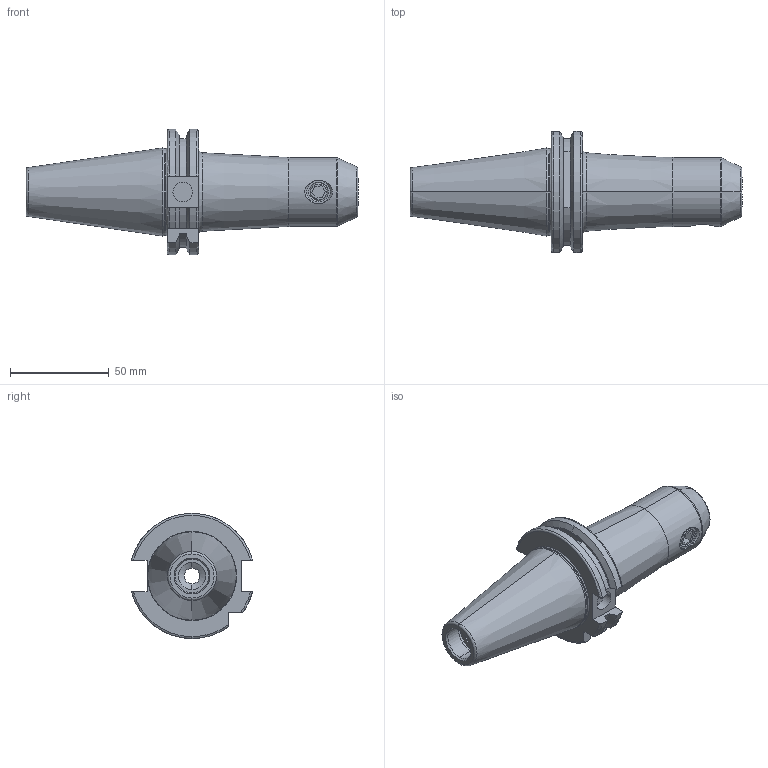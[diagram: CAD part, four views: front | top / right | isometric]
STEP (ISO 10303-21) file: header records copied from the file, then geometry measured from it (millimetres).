
FILE_DESCRIPTION (( 'STEP AP203' ), '1' );
FILE_NAME ('91406-WE110100.STEP', '2016-11-29T06:34:38', ( '' ), ( '' ), 'SwSTEP 2.0', 'SolidWorks 2009', '' );
FILE_SCHEMA (( 'CONFIG_CONTROL_DESIGN' ));
Length unit declared in the file: millimetre
Products named in the file (3): 91406-WE110100; M10X12; SK40 EM 10 100 WW
Assembly tree (2 placements, depth 2):
  91406-WE110100
    M10X12
    SK40 EM 10 100 WW
Bounding box: 168.4 x 61.48 x 63.55 mm (x, y, z)
Volume: 179448.5 mm3; surface area: 31614.9 mm2
Topology: 2 solids, 2 shells, 122 faces, 287 edges, 179 vertices
Faces by surface type: cylinder 36, plane 36, cone 28, torus 22
Entity records: 4073 total; most frequent: CARTESIAN_POINT 907, DIRECTION 644, ORIENTED_EDGE 574, EDGE_CURVE 287, AXIS2_PLACEMENT_3D 262, VERTEX_POINT 179, EDGE_LOOP 136, CIRCLE 135
